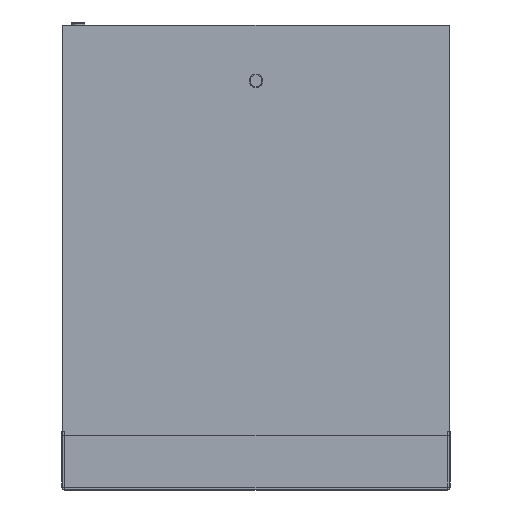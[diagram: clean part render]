
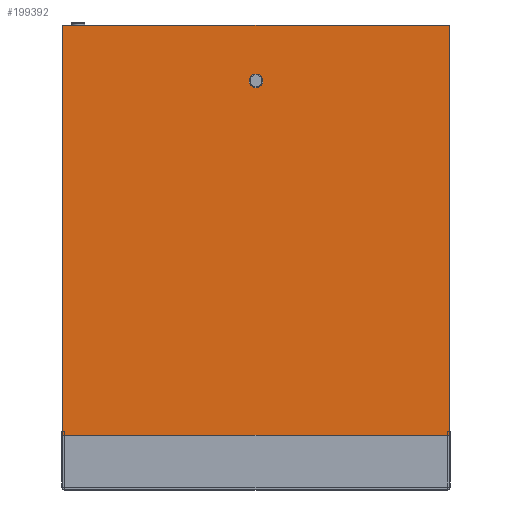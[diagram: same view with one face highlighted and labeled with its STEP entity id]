
A CAD part, front view. The second image highlights one B-rep face of the part: STEP entity #199392.
In plain terms, the highlighted free-form (B-spline) face has degree [1, 1] with [2, 2] control points.
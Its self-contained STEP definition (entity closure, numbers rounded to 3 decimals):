
#1521 = DIRECTION ( 'NONE',  ( 0., -1., 0. ) ) ;
#10044 = CARTESIAN_POINT ( 'NONE',  ( -259.48, 0., -240.59 ) ) ;
#18198 = CIRCLE ( 'NONE', #197428, 8.75 ) ;
#21058 = ORIENTED_EDGE ( 'NONE', *, *, #103098, .T. ) ;
#22661 = EDGE_LOOP ( 'NONE', ( #199796, #110974, #21058, #134679 ) ) ;
#23314 = B_SPLINE_SURFACE_WITH_KNOTS ( 'NONE', 1, 1, ( 
 ( #107309, #10044 ),
 ( #87372, #162142 ) ),
 .UNSPECIFIED., .F., .F., .F.,
 ( 2, 2 ),
 ( 2, 2 ),
 ( -259.48, 259.48 ),
 ( -310.09, 240.59 ),
 .UNSPECIFIED. ) ;
#23911 = DIRECTION ( 'NONE',  ( -1., 0., 0. ) ) ;
#25465 = EDGE_CURVE ( 'NONE', #223203, #220084, #206655, .T. ) ;
#26372 = CARTESIAN_POINT ( 'NONE',  ( -8.75, 0., 228. ) ) ;
#39813 = EDGE_CURVE ( 'NONE', #220084, #245296, #132447, .T. ) ;
#41392 = ORIENTED_EDGE ( 'NONE', *, *, #62038, .F. ) ;
#42131 = CARTESIAN_POINT ( 'NONE',  ( 249.5, 0., -230. ) ) ;
#62038 = EDGE_CURVE ( 'NONE', #217043, #242385, #18198, .T. ) ;
#75149 = CARTESIAN_POINT ( 'NONE',  ( 8.75, 0., 228. ) ) ;
#77568 = DIRECTION ( 'NONE',  ( 1., 0., 0. ) ) ;
#87372 = CARTESIAN_POINT ( 'NONE',  ( 259.48, 0., 310.09 ) ) ;
#94363 = EDGE_LOOP ( 'NONE', ( #134813, #41392 ) ) ;
#103098 = EDGE_CURVE ( 'NONE', #139504, #223203, #120466, .T. ) ;
#107309 = CARTESIAN_POINT ( 'NONE',  ( -259.48, 0., 310.09 ) ) ;
#110974 = ORIENTED_EDGE ( 'NONE', *, *, #202879, .T. ) ;
#111141 = DIRECTION ( 'NONE',  ( 1., 0., 0. ) ) ;
#112869 = EDGE_CURVE ( 'NONE', #242385, #217043, #159055, .T. ) ;
#120466 = LINE ( 'NONE', #218917, #128631 ) ;
#128631 = VECTOR ( 'NONE', #162805, 1000. ) ;
#132447 = LINE ( 'NONE', #188584, #174960 ) ;
#134679 = ORIENTED_EDGE ( 'NONE', *, *, #25465, .T. ) ;
#134813 = ORIENTED_EDGE ( 'NONE', *, *, #112869, .F. ) ;
#139504 = VERTEX_POINT ( 'NONE', #159047 ) ;
#157304 = CARTESIAN_POINT ( 'NONE',  ( -249.5, 0., -230. ) ) ;
#158426 = FACE_OUTER_BOUND ( 'NONE', #22661, .T. ) ;
#159047 = CARTESIAN_POINT ( 'NONE',  ( 249.5, 0., 299.5 ) ) ;
#159055 = CIRCLE ( 'NONE', #206815, 8.75 ) ;
#162142 = CARTESIAN_POINT ( 'NONE',  ( 259.48, 0., -240.59 ) ) ;
#162805 = DIRECTION ( 'NONE',  ( -1., 0., 0. ) ) ;
#168002 = CARTESIAN_POINT ( 'NONE',  ( -249.5, 0., 299.5 ) ) ;
#172314 = CARTESIAN_POINT ( 'NONE',  ( 0., 0., 228. ) ) ;
#174250 = LINE ( 'NONE', #42131, #182988 ) ;
#174960 = VECTOR ( 'NONE', #77568, 1000. ) ;
#175532 = CARTESIAN_POINT ( 'NONE',  ( 249.5, 0., -230. ) ) ;
#180849 = FACE_BOUND ( 'NONE', #94363, .T. ) ;
#182988 = VECTOR ( 'NONE', #215380, 1000. ) ;
#184706 = VECTOR ( 'NONE', #222884, 1000. ) ;
#188584 = CARTESIAN_POINT ( 'NONE',  ( -249.5, 0., -230. ) ) ;
#196780 = CARTESIAN_POINT ( 'NONE',  ( -249.5, 0., 299.5 ) ) ;
#197428 = AXIS2_PLACEMENT_3D ( 'NONE', #243300, #239633, #111141 ) ;
#199392 = ADVANCED_FACE ( 'NONE', ( #158426, #180849 ), #23314, .F. ) ;
#199796 = ORIENTED_EDGE ( 'NONE', *, *, #39813, .T. ) ;
#202879 = EDGE_CURVE ( 'NONE', #245296, #139504, #174250, .T. ) ;
#206655 = LINE ( 'NONE', #168002, #184706 ) ;
#206815 = AXIS2_PLACEMENT_3D ( 'NONE', #172314, #1521, #23911 ) ;
#215380 = DIRECTION ( 'NONE',  ( 0., 0., 1. ) ) ;
#217043 = VERTEX_POINT ( 'NONE', #75149 ) ;
#218917 = CARTESIAN_POINT ( 'NONE',  ( 249.5, 0., 299.5 ) ) ;
#220084 = VERTEX_POINT ( 'NONE', #157304 ) ;
#222884 = DIRECTION ( 'NONE',  ( 0., 0., -1. ) ) ;
#223203 = VERTEX_POINT ( 'NONE', #196780 ) ;
#239633 = DIRECTION ( 'NONE',  ( 0., -1., 0. ) ) ;
#242385 = VERTEX_POINT ( 'NONE', #26372 ) ;
#243300 = CARTESIAN_POINT ( 'NONE',  ( 0., 0., 228. ) ) ;
#245296 = VERTEX_POINT ( 'NONE', #175532 ) ;
